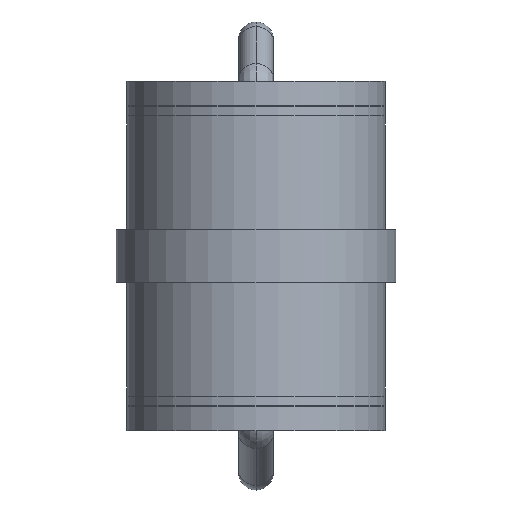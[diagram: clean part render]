
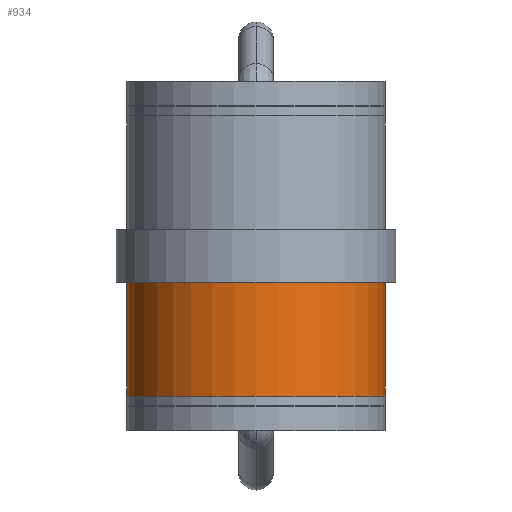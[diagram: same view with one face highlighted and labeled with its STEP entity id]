
A CAD part, front view. The second image highlights one B-rep face of the part: STEP entity #934.
In plain terms, the highlighted cylindrical face has radius 3.7 mm (diameter 7.4 mm), a partial arc.
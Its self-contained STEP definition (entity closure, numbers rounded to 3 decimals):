
#85=DIRECTION('',(0.,0.,1.));
#86=VECTOR('',#85,3.26);
#87=CARTESIAN_POINT('',(-3.7,0.,-4.01));
#88=LINE('',#87,#86);
#94=DIRECTION('',(0.,0.,1.));
#95=VECTOR('',#94,3.26);
#96=CARTESIAN_POINT('',(3.7,0.,-4.01));
#97=LINE('',#96,#95);
#98=CARTESIAN_POINT('',(0.,0.,-4.01));
#99=DIRECTION('',(0.,0.,1.));
#100=DIRECTION('',(-1.,0.,0.));
#101=AXIS2_PLACEMENT_3D('',#98,#99,#100);
#108=CARTESIAN_POINT('',(0.,0.,-0.75));
#109=DIRECTION('',(0.,0.,1.));
#110=DIRECTION('',(-1.,0.,0.));
#111=AXIS2_PLACEMENT_3D('',#108,#109,#110);
#627=CARTESIAN_POINT('',(-3.7,0.,-4.01));
#628=CARTESIAN_POINT('',(-3.7,0.,-0.75));
#629=VERTEX_POINT('',#627);
#630=VERTEX_POINT('',#628);
#635=CARTESIAN_POINT('',(3.7,0.,-4.01));
#636=CARTESIAN_POINT('',(3.7,0.,-0.75));
#637=VERTEX_POINT('',#635);
#638=VERTEX_POINT('',#636);
#922=CARTESIAN_POINT('',(0.,0.,0.));
#923=DIRECTION('',(0.,0.,1.));
#924=DIRECTION('',(-1.,0.,0.));
#925=AXIS2_PLACEMENT_3D('',#922,#923,#924);
#926=CYLINDRICAL_SURFACE('',#925,3.7);
#927=ORIENTED_EDGE('',*,*,#912,.T.);
#929=ORIENTED_EDGE('',*,*,#928,.T.);
#930=ORIENTED_EDGE('',*,*,#915,.F.);
#931=ORIENTED_EDGE('',*,*,#886,.F.);
#932=EDGE_LOOP('',(#927,#929,#930,#931));
#933=FACE_OUTER_BOUND('',#932,.F.);
#934=ADVANCED_FACE('',(#933),#926,.T.);
#102=CIRCLE('',#101,3.7);
#112=CIRCLE('',#111,3.7);
#886=EDGE_CURVE('',#629,#637,#102,.T.);
#912=EDGE_CURVE('',#629,#630,#88,.T.);
#915=EDGE_CURVE('',#637,#638,#97,.T.);
#928=EDGE_CURVE('',#630,#638,#112,.T.);
